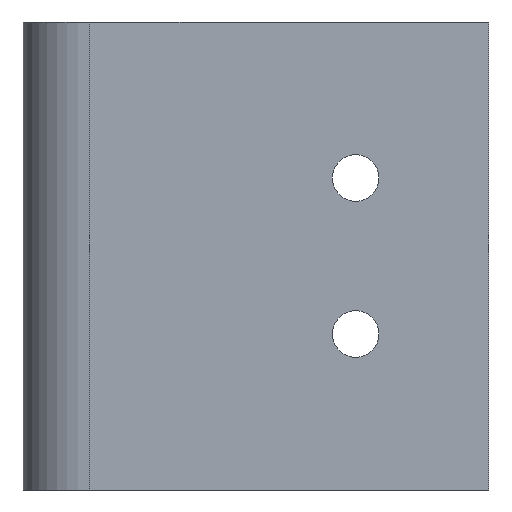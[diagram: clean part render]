
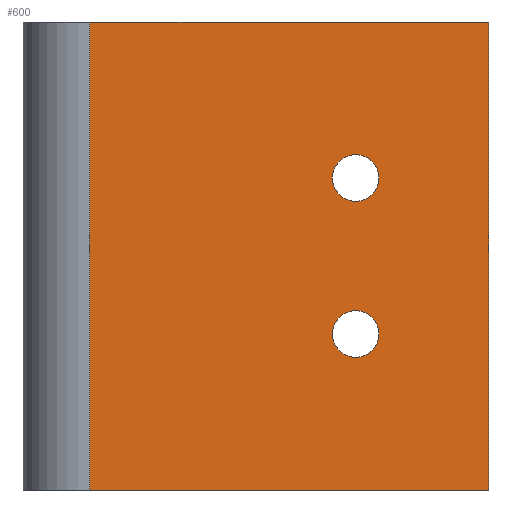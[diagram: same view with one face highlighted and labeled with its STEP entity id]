
A CAD part, left-side view. The second image highlights one B-rep face of the part: STEP entity #600.
In plain terms, the highlighted planar face has unit normal (-1, 0, 0).
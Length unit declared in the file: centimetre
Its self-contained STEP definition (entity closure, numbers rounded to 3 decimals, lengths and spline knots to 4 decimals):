
#4 = DIRECTION ( 'NONE',  ( 0., 1., 0. ) ) ;
#10 = VERTEX_POINT ( 'NONE', #317 ) ;
#33 = CIRCLE ( 'NONE', #650, 0.175 ) ;
#41 = VERTEX_POINT ( 'NONE', #319 ) ;
#52 = VERTEX_POINT ( 'NONE', #522 ) ;
#56 = DIRECTION ( 'NONE',  ( 0., 1., 0. ) ) ;
#67 = DIRECTION ( 'NONE',  ( 0., 0., 1. ) ) ;
#86 = EDGE_CURVE ( 'NONE', #593, #10, #113, .T. ) ;
#89 = CARTESIAN_POINT ( 'NONE',  ( -0.3, 3., 4.5453 ) ) ;
#105 = ORIENTED_EDGE ( 'NONE', *, *, #130, .T. ) ;
#113 = LINE ( 'NONE', #479, #648 ) ;
#128 = DIRECTION ( 'NONE',  ( 0., 0., 1. ) ) ;
#130 = EDGE_CURVE ( 'NONE', #297, #52, #164, .T. ) ;
#140 = DIRECTION ( 'NONE',  ( -1., 0., 0. ) ) ;
#158 = VERTEX_POINT ( 'NONE', #219 ) ;
#159 = VECTOR ( 'NONE', #56, 100. ) ;
#164 = LINE ( 'NONE', #572, #159 ) ;
#168 = AXIS2_PLACEMENT_3D ( 'NONE', #547, #500, #128 ) ;
#189 = CIRCLE ( 'NONE', #463, 0.175 ) ;
#198 = ORIENTED_EDGE ( 'NONE', *, *, #489, .F. ) ;
#219 = CARTESIAN_POINT ( 'NONE',  ( -0.3, 1., -1.3483 ) ) ;
#229 = DIRECTION ( 'NONE',  ( -1., 0., 0. ) ) ;
#231 = EDGE_CURVE ( 'NONE', #563, #41, #501, .T. ) ;
#232 = CARTESIAN_POINT ( 'NONE',  ( -0.3, 1., -2.3467 ) ) ;
#236 = CARTESIAN_POINT ( 'NONE',  ( -0.3, 1., -2.3467 ) ) ;
#238 = EDGE_LOOP ( 'NONE', ( #198, #334 ) ) ;
#246 = CARTESIAN_POINT ( 'NONE',  ( -0.3, 1., -2.1717 ) ) ;
#257 = EDGE_CURVE ( 'NONE', #158, #401, #33, .T. ) ;
#273 = ORIENTED_EDGE ( 'NONE', *, *, #231, .F. ) ;
#297 = VERTEX_POINT ( 'NONE', #486 ) ;
#298 = CARTESIAN_POINT ( 'NONE',  ( -0.3, 0., -3.52 ) ) ;
#312 = LINE ( 'NONE', #89, #377 ) ;
#317 = CARTESIAN_POINT ( 'NONE',  ( -0.3, 3., -3.52 ) ) ;
#319 = CARTESIAN_POINT ( 'NONE',  ( -0.3, 1., -2.5217 ) ) ;
#334 = ORIENTED_EDGE ( 'NONE', *, *, #257, .F. ) ;
#335 = DIRECTION ( 'NONE',  ( 0., 0., 1. ) ) ;
#340 = FACE_BOUND ( 'NONE', #238, .T. ) ;
#341 = AXIS2_PLACEMENT_3D ( 'NONE', #236, #140, #335 ) ;
#348 = PLANE ( 'NONE',  #168 ) ;
#349 = DIRECTION ( 'NONE',  ( 0., 0., -1. ) ) ;
#355 = EDGE_CURVE ( 'NONE', #297, #593, #548, .T. ) ;
#362 = CARTESIAN_POINT ( 'NONE',  ( -0.3, 1., -0.9983 ) ) ;
#377 = VECTOR ( 'NONE', #349, 100. ) ;
#388 = FACE_OUTER_BOUND ( 'NONE', #459, .T. ) ;
#389 = DIRECTION ( 'NONE',  ( -1., 0., 0. ) ) ;
#401 = VERTEX_POINT ( 'NONE', #362 ) ;
#403 = EDGE_CURVE ( 'NONE', #52, #10, #312, .T. ) ;
#436 = DIRECTION ( 'NONE',  ( 0., 0., 1. ) ) ;
#442 = DIRECTION ( 'NONE',  ( -1., 0., 0. ) ) ;
#446 = FACE_BOUND ( 'NONE', #455, .T. ) ;
#455 = EDGE_LOOP ( 'NONE', ( #273, #656 ) ) ;
#459 = EDGE_LOOP ( 'NONE', ( #105, #613, #606, #460 ) ) ;
#460 = ORIENTED_EDGE ( 'NONE', *, *, #355, .F. ) ;
#463 = AXIS2_PLACEMENT_3D ( 'NONE', #540, #442, #436 ) ;
#479 = CARTESIAN_POINT ( 'NONE',  ( -0.3, 0., -3.52 ) ) ;
#480 = VECTOR ( 'NONE', #610, 100. ) ;
#486 = CARTESIAN_POINT ( 'NONE',  ( -0.3, 0., 0. ) ) ;
#489 = EDGE_CURVE ( 'NONE', #401, #158, #189, .T. ) ;
#496 = DIRECTION ( 'NONE',  ( 0., 0., 1. ) ) ;
#500 = DIRECTION ( 'NONE',  ( -1., 0., 0. ) ) ;
#501 = CIRCLE ( 'NONE', #584, 0.175 ) ;
#522 = CARTESIAN_POINT ( 'NONE',  ( -0.3, 3., 0. ) ) ;
#525 = EDGE_CURVE ( 'NONE', #41, #563, #627, .T. ) ;
#540 = CARTESIAN_POINT ( 'NONE',  ( -0.3, 1., -1.1733 ) ) ;
#547 = CARTESIAN_POINT ( 'NONE',  ( -0.3, 0., 4.5453 ) ) ;
#548 = LINE ( 'NONE', #561, #480 ) ;
#561 = CARTESIAN_POINT ( 'NONE',  ( -0.3, 0., 4.5453 ) ) ;
#563 = VERTEX_POINT ( 'NONE', #246 ) ;
#572 = CARTESIAN_POINT ( 'NONE',  ( -0.3, 0., 0. ) ) ;
#584 = AXIS2_PLACEMENT_3D ( 'NONE', #232, #389, #496 ) ;
#592 = CARTESIAN_POINT ( 'NONE',  ( -0.3, 1., -1.1733 ) ) ;
#593 = VERTEX_POINT ( 'NONE', #298 ) ;
#600 = ADVANCED_FACE ( 'NONE', ( #446, #340, #388 ), #348, .T. ) ;
#606 = ORIENTED_EDGE ( 'NONE', *, *, #86, .F. ) ;
#610 = DIRECTION ( 'NONE',  ( 0., 0., -1. ) ) ;
#613 = ORIENTED_EDGE ( 'NONE', *, *, #403, .T. ) ;
#627 = CIRCLE ( 'NONE', #341, 0.175 ) ;
#648 = VECTOR ( 'NONE', #4, 100. ) ;
#650 = AXIS2_PLACEMENT_3D ( 'NONE', #592, #229, #67 ) ;
#656 = ORIENTED_EDGE ( 'NONE', *, *, #525, .F. ) ;
